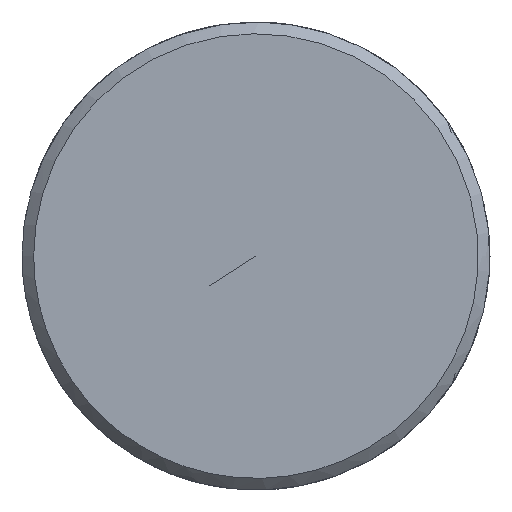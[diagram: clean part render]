
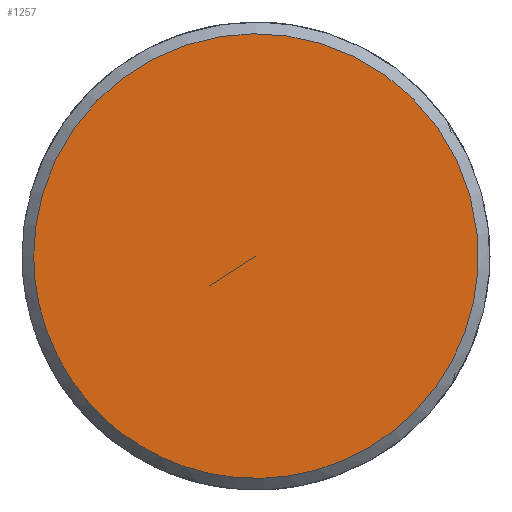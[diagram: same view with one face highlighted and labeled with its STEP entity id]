
A CAD part, left-side view. The second image highlights one B-rep face of the part: STEP entity #1257.
In plain terms, the highlighted free-form (B-spline) face has degree [5, 1] with [6, 2] control points.
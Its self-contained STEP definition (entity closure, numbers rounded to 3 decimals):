
#1185 = CARTESIAN_POINT ('', (-72., 4.75, 0.));
#1186 = VERTEX_POINT ('', #1185);
#1194 = CARTESIAN_POINT ('', (-72., 4.75, 0.));
#1195 = CARTESIAN_POINT ('', (-72., 4.75, 19.));
#1196 = CARTESIAN_POINT ('', (-72., -14.25, 9.5));
#1197 = CARTESIAN_POINT ('', (-72., -14.25, -9.5));
#1198 = CARTESIAN_POINT ('', (-72., 4.75, -19.));
#1199 = CARTESIAN_POINT ('', (-72., 4.75, 0.));
#1200 = (
   BOUNDED_CURVE ()
   B_SPLINE_CURVE (5, (#1194, #1195, #1196, #1197, #1198, #1199), .UNSPECIFIED., .T., .U.)
   B_SPLINE_CURVE_WITH_KNOTS ((6, 6), (0., 1.), .UNSPECIFIED.)
   CURVE ()
   GEOMETRIC_REPRESENTATION_ITEM ()
   RATIONAL_B_SPLINE_CURVE ((5., 1., 1., 1., 1., 5.))
   REPRESENTATION_ITEM ('')
);
#1201 = EDGE_CURVE ('', #1186, #1186, #1200, .T.);
#1233 = CARTESIAN_POINT ('', (-72., 0., 0.));
#1234 = VERTEX_POINT ('', #1233);
#1235 = CARTESIAN_POINT ('', (-72., 0., 0.));
#1236 = CARTESIAN_POINT ('', (-72., 4.75, 0.));
#1237 = B_SPLINE_CURVE_WITH_KNOTS ('', 1, (#1235, #1236), .UNSPECIFIED., .F., .U., (2, 2), (0., 1.), .UNSPECIFIED.);
#1238 = EDGE_CURVE ('', #1234, #1186, #1237, .T.);
#1239 = ORIENTED_EDGE ('', *, *, #1238, .F.);
#1240 = ORIENTED_EDGE ('', *, *, #1238, .T.);
#1241 = ORIENTED_EDGE ('', *, *, #1201, .F.);
#1242 = EDGE_LOOP ('', (#1239, #1240, #1241));
#1243 = FACE_OUTER_BOUND ('', #1242, .T.);
#1244 = CARTESIAN_POINT ('', (-72., 0., 0.));
#1245 = CARTESIAN_POINT ('', (-72., 4.75, 0.));
#1246 = CARTESIAN_POINT ('', (-72., 0., 0.));
#1247 = CARTESIAN_POINT ('', (-72., 4.75, 19.));
#1248 = CARTESIAN_POINT ('', (-72., 0., 0.));
#1249 = CARTESIAN_POINT ('', (-72., -14.25, 9.5));
#1250 = CARTESIAN_POINT ('', (-72., 0., 0.));
#1251 = CARTESIAN_POINT ('', (-72., -14.25, -9.5));
#1252 = CARTESIAN_POINT ('', (-72., 0., 0.));
#1253 = CARTESIAN_POINT ('', (-72., 4.75, -19.));
#1254 = CARTESIAN_POINT ('', (-72., 0., 0.));
#1255 = CARTESIAN_POINT ('', (-72., 4.75, 0.));
#1256 = (
   BOUNDED_SURFACE ()
   B_SPLINE_SURFACE (5, 1, ((#1244, #1245), (#1246, #1247), (#1248, #1249), (#1250, #1251), (#1252, #1253), (#1254, #1255)), .UNSPECIFIED., .T., .F., .U.)
   B_SPLINE_SURFACE_WITH_KNOTS ((6, 6), (2, 2), (0., 1.), (0., 1.), .UNSPECIFIED.)
   SURFACE ()
   GEOMETRIC_REPRESENTATION_ITEM ()
   RATIONAL_B_SPLINE_SURFACE (((5., 5.), (1., 1.), (1., 1.), (1., 1.), (1., 1.), (5., 5.)))
   REPRESENTATION_ITEM ('')
);
#1257 = ADVANCED_FACE ('', (#1243), #1256, .T.);
